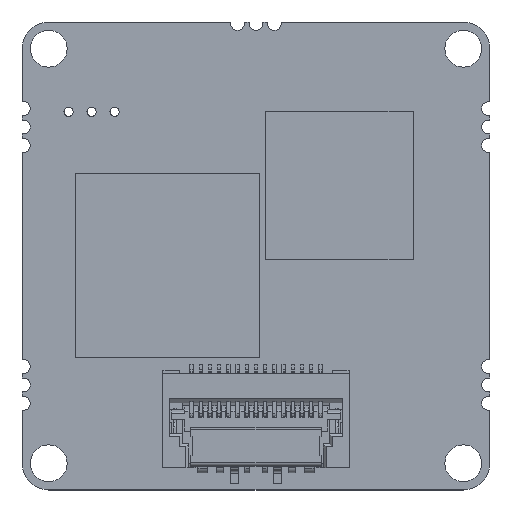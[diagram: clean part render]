
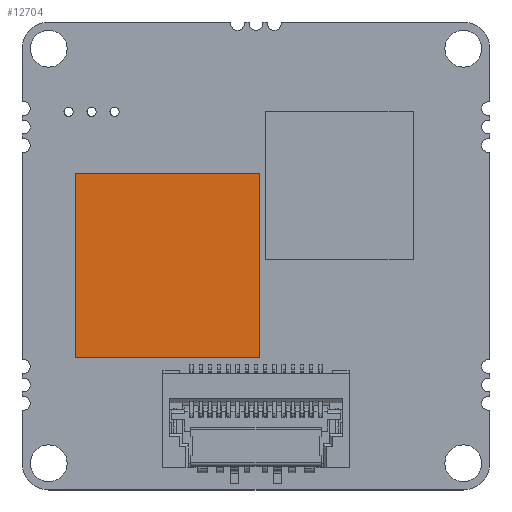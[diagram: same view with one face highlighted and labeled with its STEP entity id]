
A CAD part, top view. The second image highlights one B-rep face of the part: STEP entity #12704.
In plain terms, the highlighted planar face has unit normal (0, 0, 1).
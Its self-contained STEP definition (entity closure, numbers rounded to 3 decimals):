
#5671=LINE('',#54090,#9695);
#5672=LINE('',#54093,#9696);
#5673=LINE('',#54095,#9697);
#5674=LINE('',#54097,#9698);
#9695=VECTOR('',#43815,1.);
#9696=VECTOR('',#43816,1.);
#9697=VECTOR('',#43817,1.);
#9698=VECTOR('',#43818,1.);
#11304=PLANE('',#36521);
#12704=ADVANCED_FACE('',(#14163),#11304,.F.);
#14163=FACE_OUTER_BOUND('',#15676,.T.);
#15676=EDGE_LOOP('',(#23964,#23965,#23966,#23967));
#23964=ORIENTED_EDGE('',*,*,#33153,.F.);
#23965=ORIENTED_EDGE('',*,*,#33154,.F.);
#23966=ORIENTED_EDGE('',*,*,#33155,.F.);
#23967=ORIENTED_EDGE('',*,*,#33156,.F.);
#28483=VERTEX_POINT('',#54091);
#28484=VERTEX_POINT('',#54092);
#28485=VERTEX_POINT('',#54094);
#28486=VERTEX_POINT('',#54096);
#33153=EDGE_CURVE('',#28483,#28484,#5671,.T.);
#33154=EDGE_CURVE('',#28485,#28483,#5672,.T.);
#33155=EDGE_CURVE('',#28486,#28485,#5673,.T.);
#33156=EDGE_CURVE('',#28484,#28486,#5674,.T.);
#36521=AXIS2_PLACEMENT_3D('',#54098,#43819,#43820);
#43815=DIRECTION('',(0.,-1.,0.));
#43816=DIRECTION('',(1.,0.,0.));
#43817=DIRECTION('',(0.,1.,0.));
#43818=DIRECTION('',(-1.,0.,0.));
#43819=DIRECTION('',(0.,0.,-1.));
#43820=DIRECTION('',(-1.,0.,0.));
#54090=CARTESIAN_POINT('',(0.2,4.5,1.03));
#54091=CARTESIAN_POINT('',(0.2,4.5,1.03));
#54092=CARTESIAN_POINT('',(0.2,-5.5,1.03));
#54093=CARTESIAN_POINT('',(-9.8,4.5,1.03));
#54094=CARTESIAN_POINT('',(-9.8,4.5,1.03));
#54095=CARTESIAN_POINT('',(-9.8,-5.5,1.03));
#54096=CARTESIAN_POINT('',(-9.8,-5.5,1.03));
#54097=CARTESIAN_POINT('',(0.2,-5.5,1.03));
#54098=CARTESIAN_POINT('',(-4.8,-0.5,1.03));
